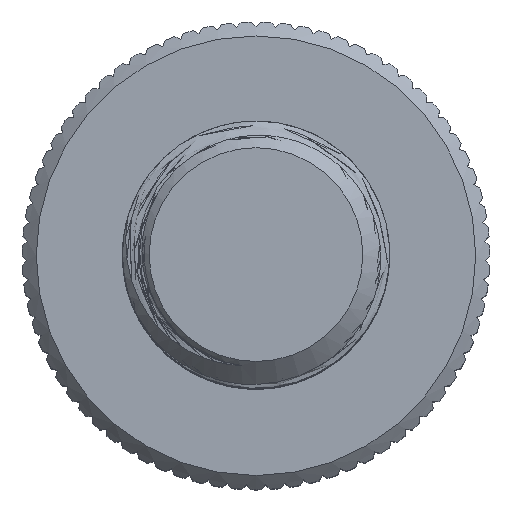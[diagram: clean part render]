
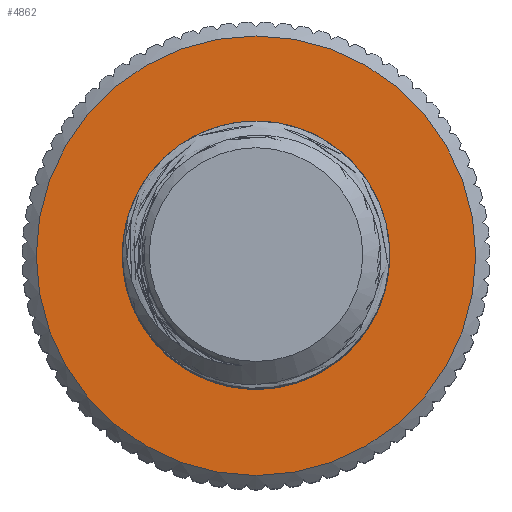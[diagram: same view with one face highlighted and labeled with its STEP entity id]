
A CAD part, top view. The second image highlights one B-rep face of the part: STEP entity #4862.
In plain terms, the highlighted planar face has unit normal (0, 0, 1).
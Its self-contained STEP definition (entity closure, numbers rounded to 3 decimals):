
#21=FACE_BOUND('',#572,.T.);
#23=PLANE('',#5301);
#301=FACE_OUTER_BOUND('',#571,.T.);
#571=EDGE_LOOP('',(#4006));
#572=EDGE_LOOP('',(#4007,#4008,#4009));
#740=CIRCLE('',#5044,2.);
#741=CIRCLE('',#5065,2.);
#742=CIRCLE('',#5067,2.);
#783=CIRCLE('',#5111,3.29);
#1784=VERTEX_POINT('',#6604);
#1785=VERTEX_POINT('',#6839);
#1829=VERTEX_POINT('',#15921);
#1952=VERTEX_POINT('',#16656);
#2305=EDGE_CURVE('',#1784,#1785,#740,.T.);
#2369=EDGE_CURVE('',#1829,#1784,#741,.T.);
#2374=EDGE_CURVE('',#1785,#1829,#742,.T.);
#2498=EDGE_CURVE('',#1952,#1952,#783,.T.);
#4006=ORIENTED_EDGE('',*,*,#2498,.T.);
#4007=ORIENTED_EDGE('',*,*,#2305,.F.);
#4008=ORIENTED_EDGE('',*,*,#2369,.F.);
#4009=ORIENTED_EDGE('',*,*,#2374,.F.);
#4862=ADVANCED_FACE('',(#301,#21),#23,.T.);
#5044=AXIS2_PLACEMENT_3D('',#6840,#5479,#5480);
#5065=AXIS2_PLACEMENT_3D('',#15924,#5541,#5542);
#5067=AXIS2_PLACEMENT_3D('',#15991,#5545,#5546);
#5111=AXIS2_PLACEMENT_3D('',#16658,#5635,#5636);
#5301=AXIS2_PLACEMENT_3D('',#20717,#6164,#6165);
#5479=DIRECTION('center_axis',(0.,0.,1.));
#5480=DIRECTION('ref_axis',(0.,-1.,0.));
#5541=DIRECTION('center_axis',(0.,0.,1.));
#5542=DIRECTION('ref_axis',(1.,0.,0.));
#5545=DIRECTION('center_axis',(0.,0.,1.));
#5546=DIRECTION('ref_axis',(1.,0.,0.));
#5635=DIRECTION('center_axis',(0.,0.,1.));
#5636=DIRECTION('ref_axis',(0.,1.,0.));
#6164=DIRECTION('center_axis',(0.,0.,1.));
#6165=DIRECTION('ref_axis',(0.,-1.,0.));
#6604=CARTESIAN_POINT('',(-0.006,2.,0.));
#6839=CARTESIAN_POINT('',(-1.343,1.482,0.));
#6840=CARTESIAN_POINT('Origin',(0.,0.,0.));
#15921=CARTESIAN_POINT('',(-2.,0.,0.));
#15924=CARTESIAN_POINT('Origin',(0.,0.,0.));
#15991=CARTESIAN_POINT('Origin',(0.,0.,0.));
#16656=CARTESIAN_POINT('',(0.,-3.29,0.));
#16658=CARTESIAN_POINT('Origin',(0.,0.,0.));
#20717=CARTESIAN_POINT('Origin',(0.,3.29,0.));
